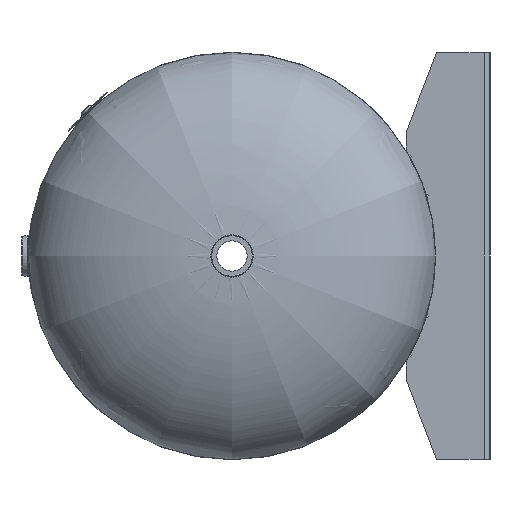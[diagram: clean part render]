
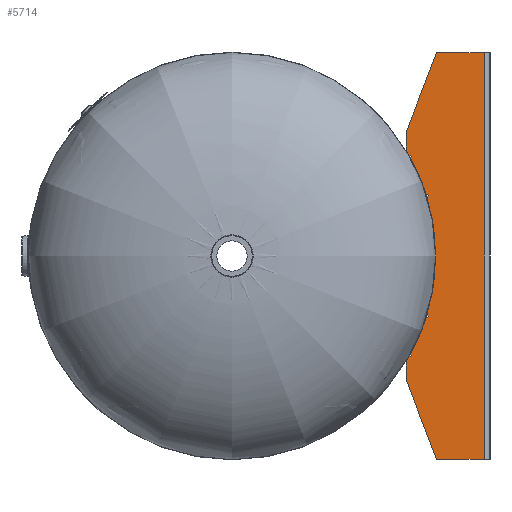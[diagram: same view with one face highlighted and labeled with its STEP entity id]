
A CAD part, left-side view. The second image highlights one B-rep face of the part: STEP entity #5714.
In plain terms, the highlighted planar face has unit normal (-1, 0, 0).
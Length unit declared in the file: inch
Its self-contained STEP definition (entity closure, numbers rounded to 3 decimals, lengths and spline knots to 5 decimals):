
#306=CIRCLE('',#6191,15.);
#308=CIRCLE('',#6194,15.);
#309=CIRCLE('',#6196,15.);
#311=CIRCLE('',#6199,15.);
#312=CIRCLE('',#6200,15.);
#759=LINE('',#11014,#1311);
#762=LINE('',#11020,#1314);
#765=LINE('',#11026,#1317);
#769=LINE('',#11035,#1321);
#772=LINE('',#11041,#1324);
#775=LINE('',#11047,#1327);
#779=LINE('',#11066,#1331);
#780=LINE('',#11068,#1332);
#781=LINE('',#11070,#1333);
#782=LINE('',#11072,#1334);
#783=LINE('',#11074,#1335);
#784=LINE('',#11076,#1336);
#785=LINE('',#11078,#1337);
#786=LINE('',#11082,#1338);
#787=LINE('',#11084,#1339);
#788=LINE('',#11086,#1340);
#789=LINE('',#11090,#1341);
#790=LINE('',#11092,#1342);
#791=LINE('',#11093,#1343);
#1311=VECTOR('',#7380,0.3937);
#1314=VECTOR('',#7385,0.3937);
#1317=VECTOR('',#7390,0.3937);
#1321=VECTOR('',#7396,0.3937);
#1324=VECTOR('',#7401,0.3937);
#1327=VECTOR('',#7406,0.3937);
#1331=VECTOR('',#7430,0.3937);
#1332=VECTOR('',#7431,0.3937);
#1333=VECTOR('',#7432,0.3937);
#1334=VECTOR('',#7433,0.3937);
#1335=VECTOR('',#7434,0.3937);
#1336=VECTOR('',#7435,0.3937);
#1337=VECTOR('',#7436,0.3937);
#1338=VECTOR('',#7439,0.3937);
#1339=VECTOR('',#7440,0.3937);
#1340=VECTOR('',#7441,0.3937);
#1341=VECTOR('',#7444,0.3937);
#1342=VECTOR('',#7445,0.3937);
#1343=VECTOR('',#7446,0.3937);
#1607=PLANE('',#6198);
#2032=FACE_OUTER_BOUND('',#2464,.T.);
#2464=EDGE_LOOP('',(#5094,#5095,#5096,#5097,#5098,#5099,#5100,#5101,#5102,
#5103,#5104,#5105,#5106,#5107,#5108,#5109,#5110,#5111,#5112,#5113,#5114,
#5115,#5116,#5117));
#3022=VERTEX_POINT('',#11011);
#3023=VERTEX_POINT('',#11013);
#3025=VERTEX_POINT('',#11019);
#3027=VERTEX_POINT('',#11025);
#3030=VERTEX_POINT('',#11032);
#3031=VERTEX_POINT('',#11034);
#3033=VERTEX_POINT('',#11040);
#3035=VERTEX_POINT('',#11046);
#3037=VERTEX_POINT('',#11052);
#3038=VERTEX_POINT('',#11059);
#3040=VERTEX_POINT('',#11065);
#3041=VERTEX_POINT('',#11067);
#3042=VERTEX_POINT('',#11069);
#3043=VERTEX_POINT('',#11071);
#3044=VERTEX_POINT('',#11073);
#3045=VERTEX_POINT('',#11075);
#3046=VERTEX_POINT('',#11077);
#3047=VERTEX_POINT('',#11079);
#3048=VERTEX_POINT('',#11081);
#3049=VERTEX_POINT('',#11083);
#3050=VERTEX_POINT('',#11085);
#3051=VERTEX_POINT('',#11087);
#3052=VERTEX_POINT('',#11089);
#3053=VERTEX_POINT('',#11091);
#3724=EDGE_CURVE('',#3023,#3022,#759,.T.);
#3727=EDGE_CURVE('',#3025,#3023,#762,.T.);
#3730=EDGE_CURVE('',#3027,#3025,#765,.T.);
#3734=EDGE_CURVE('',#3031,#3030,#769,.T.);
#3737=EDGE_CURVE('',#3033,#3031,#772,.T.);
#3740=EDGE_CURVE('',#3035,#3033,#775,.T.);
#3744=EDGE_CURVE('',#3030,#3037,#306,.T.);
#3746=EDGE_CURVE('',#3022,#3035,#308,.T.);
#3747=EDGE_CURVE('',#3038,#3027,#309,.T.);
#3750=EDGE_CURVE('',#3037,#3040,#779,.T.);
#3751=EDGE_CURVE('',#3041,#3040,#780,.T.);
#3752=EDGE_CURVE('',#3041,#3042,#781,.T.);
#3753=EDGE_CURVE('',#3043,#3042,#782,.T.);
#3754=EDGE_CURVE('',#3044,#3043,#783,.T.);
#3755=EDGE_CURVE('',#3045,#3044,#784,.T.);
#3756=EDGE_CURVE('',#3045,#3046,#785,.T.);
#3757=EDGE_CURVE('',#3046,#3047,#311,.T.);
#3758=EDGE_CURVE('',#3047,#3048,#786,.T.);
#3759=EDGE_CURVE('',#3048,#3049,#787,.T.);
#3760=EDGE_CURVE('',#3049,#3050,#788,.T.);
#3761=EDGE_CURVE('',#3050,#3051,#312,.T.);
#3762=EDGE_CURVE('',#3051,#3052,#789,.T.);
#3763=EDGE_CURVE('',#3052,#3053,#790,.T.);
#3764=EDGE_CURVE('',#3053,#3038,#791,.T.);
#5094=ORIENTED_EDGE('',*,*,#3730,.T.);
#5095=ORIENTED_EDGE('',*,*,#3727,.T.);
#5096=ORIENTED_EDGE('',*,*,#3724,.T.);
#5097=ORIENTED_EDGE('',*,*,#3746,.T.);
#5098=ORIENTED_EDGE('',*,*,#3740,.T.);
#5099=ORIENTED_EDGE('',*,*,#3737,.T.);
#5100=ORIENTED_EDGE('',*,*,#3734,.T.);
#5101=ORIENTED_EDGE('',*,*,#3744,.T.);
#5102=ORIENTED_EDGE('',*,*,#3750,.T.);
#5103=ORIENTED_EDGE('',*,*,#3751,.F.);
#5104=ORIENTED_EDGE('',*,*,#3752,.T.);
#5105=ORIENTED_EDGE('',*,*,#3753,.F.);
#5106=ORIENTED_EDGE('',*,*,#3754,.F.);
#5107=ORIENTED_EDGE('',*,*,#3755,.F.);
#5108=ORIENTED_EDGE('',*,*,#3756,.T.);
#5109=ORIENTED_EDGE('',*,*,#3757,.T.);
#5110=ORIENTED_EDGE('',*,*,#3758,.T.);
#5111=ORIENTED_EDGE('',*,*,#3759,.T.);
#5112=ORIENTED_EDGE('',*,*,#3760,.T.);
#5113=ORIENTED_EDGE('',*,*,#3761,.T.);
#5114=ORIENTED_EDGE('',*,*,#3762,.T.);
#5115=ORIENTED_EDGE('',*,*,#3763,.T.);
#5116=ORIENTED_EDGE('',*,*,#3764,.T.);
#5117=ORIENTED_EDGE('',*,*,#3747,.T.);
#5714=ADVANCED_FACE('',(#2032),#1607,.T.);
#6191=AXIS2_PLACEMENT_3D('',#11054,#7413,#7414);
#6194=AXIS2_PLACEMENT_3D('',#11057,#7419,#7420);
#6196=AXIS2_PLACEMENT_3D('',#11060,#7423,#7424);
#6198=AXIS2_PLACEMENT_3D('',#11064,#7428,#7429);
#6199=AXIS2_PLACEMENT_3D('',#11080,#7437,#7438);
#6200=AXIS2_PLACEMENT_3D('',#11088,#7442,#7443);
#7380=DIRECTION('',(0.,-0.358,0.934));
#7385=DIRECTION('',(0.,0.934,0.358));
#7390=DIRECTION('',(0.,0.358,-0.934));
#7396=DIRECTION('',(0.,-0.491,0.871));
#7401=DIRECTION('',(0.,0.871,0.491));
#7406=DIRECTION('',(0.,0.491,-0.871));
#7413=DIRECTION('center_axis',(1.,0.,0.));
#7414=DIRECTION('ref_axis',(0.,-1.,0.));
#7419=DIRECTION('center_axis',(1.,0.,0.));
#7420=DIRECTION('ref_axis',(0.,-1.,0.));
#7423=DIRECTION('center_axis',(1.,0.,0.));
#7424=DIRECTION('ref_axis',(0.,-1.,0.));
#7428=DIRECTION('center_axis',(-1.,0.,0.));
#7429=DIRECTION('ref_axis',(0.,0.,1.));
#7430=DIRECTION('',(0.,1.,0.));
#7431=DIRECTION('',(0.,-0.934,0.358));
#7432=DIRECTION('',(0.,0.,-1.));
#7433=DIRECTION('',(0.,1.,0.));
#7434=DIRECTION('',(0.,0.,-1.));
#7435=DIRECTION('',(0.,-0.934,-0.358));
#7436=DIRECTION('',(0.,1.,0.));
#7437=DIRECTION('center_axis',(1.,0.,0.));
#7438=DIRECTION('ref_axis',(0.,-1.,0.));
#7439=DIRECTION('',(0.,-0.491,-0.871));
#7440=DIRECTION('',(0.,0.871,-0.491));
#7441=DIRECTION('',(0.,0.491,0.871));
#7442=DIRECTION('center_axis',(1.,0.,0.));
#7443=DIRECTION('ref_axis',(0.,-1.,0.));
#7444=DIRECTION('',(0.,-0.358,-0.934));
#7445=DIRECTION('',(0.,0.934,-0.358));
#7446=DIRECTION('',(0.,0.358,0.934));
#11011=CARTESIAN_POINT('',(-2.,4.53086,4.70065));
#11013=CARTESIAN_POINT('',(-2.,4.56663,4.60727));
#11014=CARTESIAN_POINT('',(-2.,3.03345,8.61055));
#11019=CARTESIAN_POINT('',(-2.,4.47342,4.57157));
#11020=CARTESIAN_POINT('',(-2.,-3.7014,1.44079));
#11025=CARTESIAN_POINT('',(-2.,4.43543,4.67077));
#11026=CARTESIAN_POINT('',(-2.,2.95813,8.52817));
#11032=CARTESIAN_POINT('',(-2.,7.36865,5.93467));
#11034=CARTESIAN_POINT('',(-2.,7.41761,5.84785));
#11035=CARTESIAN_POINT('',(-2.,4.61556,10.81617));
#11040=CARTESIAN_POINT('',(-2.,7.33051,5.79873));
#11041=CARTESIAN_POINT('',(-2.,-1.01362,1.09277));
#11046=CARTESIAN_POINT('',(-2.,7.28139,5.88583));
#11047=CARTESIAN_POINT('',(-2.,4.55294,10.72364));
#11052=CARTESIAN_POINT('',(-2.,7.79999,6.1875));
#11054=CARTESIAN_POINT('Origin',(-2.,0.,19.));
#11057=CARTESIAN_POINT('Origin',(-2.,0.,19.));
#11059=CARTESIAN_POINT('',(-2.,-4.43543,4.67077));
#11060=CARTESIAN_POINT('Origin',(-2.,0.,19.));
#11064=CARTESIAN_POINT('Origin',(-2.,-15.,6.1875));
#11065=CARTESIAN_POINT('',(-2.,9.125,6.1875));
#11066=CARTESIAN_POINT('',(-2.,-15.,6.1875));
#11067=CARTESIAN_POINT('',(-2.,15.,3.9375));
#11068=CARTESIAN_POINT('',(-2.,0.07418,9.65377));
#11069=CARTESIAN_POINT('',(-2.,15.,0.4293));
#11070=CARTESIAN_POINT('',(-2.,15.,6.1875));
#11071=CARTESIAN_POINT('',(-2.,-15.,0.4293));
#11072=CARTESIAN_POINT('',(-2.,15.,0.4293));
#11073=CARTESIAN_POINT('',(-2.,-15.,3.9375));
#11074=CARTESIAN_POINT('',(-2.,-15.,6.1875));
#11075=CARTESIAN_POINT('',(-2.,-9.125,6.1875));
#11076=CARTESIAN_POINT('',(-2.,-13.15551,4.6439));
#11077=CARTESIAN_POINT('',(-2.,-7.79999,6.1875));
#11078=CARTESIAN_POINT('',(-2.,-15.,6.1875));
#11079=CARTESIAN_POINT('',(-2.,-7.36865,5.93467));
#11080=CARTESIAN_POINT('Origin',(-2.,0.,19.));
#11081=CARTESIAN_POINT('',(-2.,-7.41761,5.84785));
#11082=CARTESIAN_POINT('',(-2.,-8.23536,4.39791));
#11083=CARTESIAN_POINT('',(-2.,-7.33051,5.79873));
#11084=CARTESIAN_POINT('',(-2.,-10.36658,7.51103));
#11085=CARTESIAN_POINT('',(-2.,-7.28139,5.88583));
#11086=CARTESIAN_POINT('',(-2.,-8.17274,4.30538));
#11087=CARTESIAN_POINT('',(-2.,-4.53086,4.70065));
#11088=CARTESIAN_POINT('Origin',(-2.,0.,19.));
#11089=CARTESIAN_POINT('',(-2.,-4.56663,4.60727));
#11090=CARTESIAN_POINT('',(-2.,-4.95213,3.60068));
#11091=CARTESIAN_POINT('',(-2.,-4.47342,4.57157));
#11092=CARTESIAN_POINT('',(-2.,-9.37993,6.45066));
#11093=CARTESIAN_POINT('',(-2.,-4.8768,3.5183));
